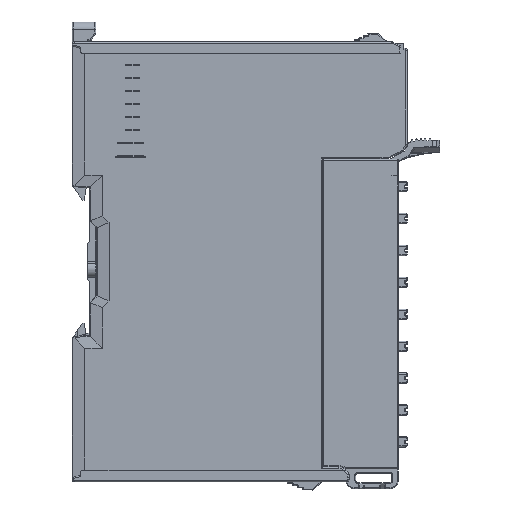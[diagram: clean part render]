
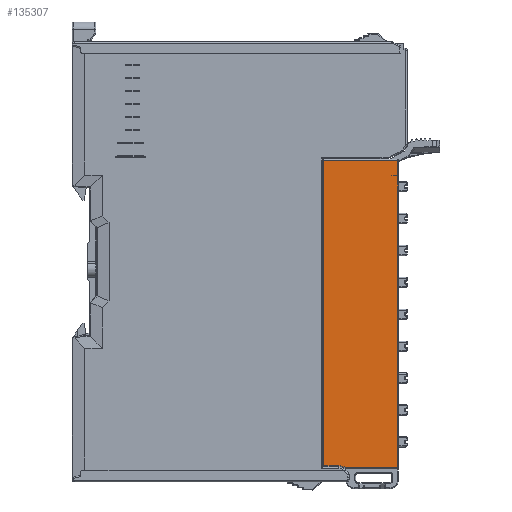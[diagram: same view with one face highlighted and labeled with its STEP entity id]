
A CAD part, left-side view. The second image highlights one B-rep face of the part: STEP entity #135307.
In plain terms, the highlighted face is planar.
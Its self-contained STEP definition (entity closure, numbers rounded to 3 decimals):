
#1902=TRIMMED_CURVE($,#7441,(#331052),(#331053),.T.,.CARTESIAN.);
#7441=CIRCLE('',#291328,2.85);
#135307=ADVANCED_FACE('',(#141699),#286666,.T.);
#141699=FACE_OUTER_BOUND('',#148134,.T.);
#148134=EDGE_LOOP('',(#156370,#156371,#156372,#156373,#156374,#156375,#156376,
#156377,#156378,#156379));
#156370=ORIENTED_EDGE('',*,*,#190914,.T.);
#156371=ORIENTED_EDGE('',*,*,#190915,.T.);
#156372=ORIENTED_EDGE('',*,*,#190916,.T.);
#156373=ORIENTED_EDGE('',*,*,#190917,.T.);
#156374=ORIENTED_EDGE('',*,*,#190918,.T.);
#156375=ORIENTED_EDGE('',*,*,#190919,.T.);
#156376=ORIENTED_EDGE('',*,*,#190920,.T.);
#156377=ORIENTED_EDGE('',*,*,#190921,.T.);
#156378=ORIENTED_EDGE('',*,*,#190922,.T.);
#156379=ORIENTED_EDGE('',*,*,#190923,.T.);
#190914=EDGE_CURVE('',#253624,#253625,#224945,.T.);
#190915=EDGE_CURVE('',#253625,#253626,#224946,.T.);
#190916=EDGE_CURVE('',#253626,#253627,#224947,.T.);
#190917=EDGE_CURVE('',#253627,#253628,#224948,.T.);
#190918=EDGE_CURVE('',#253628,#253629,#1902,.T.);
#190919=EDGE_CURVE('',#253629,#253630,#224949,.T.);
#190920=EDGE_CURVE('',#253630,#253631,#224950,.T.);
#190921=EDGE_CURVE('',#253631,#253632,#224951,.T.);
#190922=EDGE_CURVE('',#253632,#253633,#224952,.T.);
#190923=EDGE_CURVE('',#253633,#253624,#224953,.T.);
#224945=B_SPLINE_CURVE_WITH_KNOTS('',1,(#331043,#331044),.UNSPECIFIED.,
 .F.,.F.,(2,2),(0.,3.74),.UNSPECIFIED.);
#224946=B_SPLINE_CURVE_WITH_KNOTS('',1,(#331045,#331046),.UNSPECIFIED.,
 .F.,.F.,(2,2),(0.,17.7),.UNSPECIFIED.);
#224947=B_SPLINE_CURVE_WITH_KNOTS('',1,(#331047,#331048),.UNSPECIFIED.,
 .F.,.F.,(2,2),(0.,72.95),.UNSPECIFIED.);
#224948=B_SPLINE_CURVE_WITH_KNOTS('',1,(#331049,#331050),.UNSPECIFIED.,
 .F.,.F.,(2,2),(0.,3.58),.UNSPECIFIED.);
#224949=B_SPLINE_CURVE_WITH_KNOTS('',1,(#331054,#331055),.UNSPECIFIED.,
 .F.,.F.,(2,2),(0.,12.437),.UNSPECIFIED.);
#224950=B_SPLINE_CURVE_WITH_KNOTS('',1,(#331056,#331057),.UNSPECIFIED.,
 .F.,.F.,(2,2),(0.,69.703),.UNSPECIFIED.);
#224951=B_SPLINE_CURVE_WITH_KNOTS('',1,(#331058,#331059),.UNSPECIFIED.,
 .F.,.F.,(2,2),(0.,1.4),.UNSPECIFIED.);
#224952=B_SPLINE_CURVE_WITH_KNOTS('',1,(#331060,#331061),.UNSPECIFIED.,
 .F.,.F.,(2,2),(0.,0.057),.UNSPECIFIED.);
#224953=B_SPLINE_CURVE_WITH_KNOTS('',1,(#331062,#331063),.UNSPECIFIED.,
 .F.,.F.,(2,2),(0.,1.4),.UNSPECIFIED.);
#253624=VERTEX_POINT('',#331033);
#253625=VERTEX_POINT('',#331034);
#253626=VERTEX_POINT('',#331035);
#253627=VERTEX_POINT('',#331036);
#253628=VERTEX_POINT('',#331037);
#253629=VERTEX_POINT('',#331038);
#253630=VERTEX_POINT('',#331039);
#253631=VERTEX_POINT('',#331040);
#253632=VERTEX_POINT('',#331041);
#253633=VERTEX_POINT('',#331042);
#286666=PLANE('',#291327);
#291327=AXIS2_PLACEMENT_3D('',#331032,#303003,$);
#291328=AXIS2_PLACEMENT_3D($,#331051,#303004,#303005);
#303003=DIRECTION('',(0.,0.,-1.));
#303004=DIRECTION('',(0.,0.,1.));
#303005=DIRECTION('',(1.,0.,0.));
#331032=CARTESIAN_POINT('',(84.91,57.5,0.16));
#331033=CARTESIAN_POINT('',(73.04,77.75,0.16));
#331034=CARTESIAN_POINT('',(76.78,77.75,0.16));
#331035=CARTESIAN_POINT('',(76.78,60.05,0.16));
#331036=CARTESIAN_POINT('',(3.83,60.05,0.16));
#331037=CARTESIAN_POINT('',(3.83,63.63,0.16));
#331038=CARTESIAN_POINT('',(3.28,65.313,0.16));
#331039=CARTESIAN_POINT('',(3.28,77.75,0.16));
#331040=CARTESIAN_POINT('',(72.983,77.75,0.16));
#331041=CARTESIAN_POINT('',(72.983,76.35,0.16));
#331042=CARTESIAN_POINT('',(73.04,76.35,0.16));
#331043=CARTESIAN_POINT('',(73.04,77.75,0.16));
#331044=CARTESIAN_POINT('',(76.78,77.75,0.16));
#331045=CARTESIAN_POINT('',(76.78,77.75,0.16));
#331046=CARTESIAN_POINT('',(76.78,60.05,0.16));
#331047=CARTESIAN_POINT('',(76.78,60.05,0.16));
#331048=CARTESIAN_POINT('',(3.83,60.05,0.16));
#331049=CARTESIAN_POINT('',(3.83,60.05,0.16));
#331050=CARTESIAN_POINT('',(3.83,63.63,0.16));
#331051=CARTESIAN_POINT('',(0.98,63.63,0.16));
#331052=CARTESIAN_POINT('',(3.83,63.63,0.16));
#331053=CARTESIAN_POINT('',(3.28,65.313,0.16));
#331054=CARTESIAN_POINT('',(3.28,65.313,0.16));
#331055=CARTESIAN_POINT('',(3.28,77.75,0.16));
#331056=CARTESIAN_POINT('',(3.28,77.75,0.16));
#331057=CARTESIAN_POINT('',(72.983,77.75,0.16));
#331058=CARTESIAN_POINT('',(72.983,77.75,0.16));
#331059=CARTESIAN_POINT('',(72.983,76.35,0.16));
#331060=CARTESIAN_POINT('',(72.983,76.35,0.16));
#331061=CARTESIAN_POINT('',(73.04,76.35,0.16));
#331062=CARTESIAN_POINT('',(73.04,76.35,0.16));
#331063=CARTESIAN_POINT('',(73.04,77.75,0.16));
